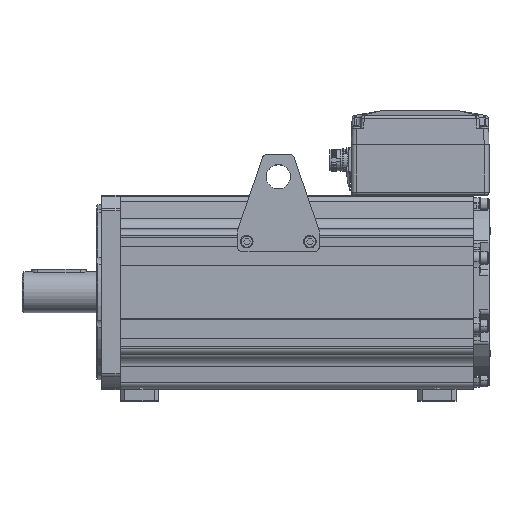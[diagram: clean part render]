
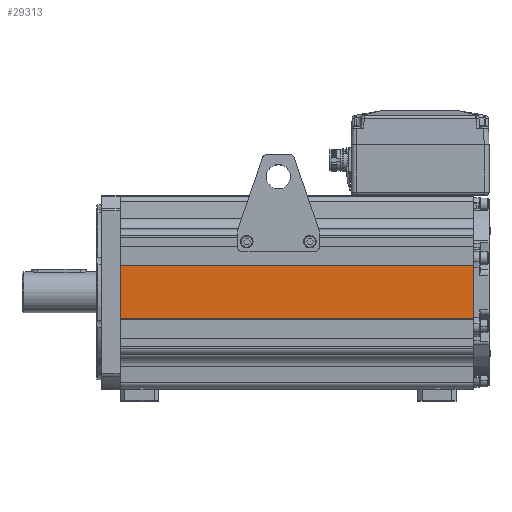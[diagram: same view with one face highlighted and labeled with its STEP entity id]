
A CAD part, top view. The second image highlights one B-rep face of the part: STEP entity #29313.
In plain terms, the highlighted planar face has unit normal (0, 0, 1).
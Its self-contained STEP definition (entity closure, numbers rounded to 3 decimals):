
#26381=DIRECTION('',(-1.,0.,0.));
#26382=VECTOR('',#26381,364.);
#26383=CARTESIAN_POINT('',(465.,27.,95.5));
#26384=LINE('',#26383,#26382);
#26389=DIRECTION('',(0.,1.,0.));
#26390=VECTOR('',#26389,54.);
#26391=CARTESIAN_POINT('',(101.,-27.,95.5));
#26392=LINE('',#26391,#26390);
#26393=DIRECTION('',(0.,-1.,0.));
#26394=VECTOR('',#26393,54.);
#26395=CARTESIAN_POINT('',(465.,27.,95.5));
#26396=LINE('',#26395,#26394);
#26397=DIRECTION('',(-1.,0.,0.));
#26398=VECTOR('',#26397,364.);
#26399=CARTESIAN_POINT('',(465.,-27.,95.5));
#26400=LINE('',#26399,#26398);
#26529=CARTESIAN_POINT('',(465.,-27.,95.5));
#26530=CARTESIAN_POINT('',(101.,-27.,95.5));
#26531=VERTEX_POINT('',#26529);
#26532=VERTEX_POINT('',#26530);
#26665=CARTESIAN_POINT('',(101.,27.,95.5));
#26666=VERTEX_POINT('',#26665);
#26667=CARTESIAN_POINT('',(465.,27.,95.5));
#26668=VERTEX_POINT('',#26667);
#29300=CARTESIAN_POINT('',(465.,-27.,95.5));
#29301=DIRECTION('',(0.,0.,1.));
#29302=DIRECTION('',(0.,1.,0.));
#29303=AXIS2_PLACEMENT_3D('',#29300,#29301,#29302);
#29304=PLANE('',#29303);
#29306=ORIENTED_EDGE('',*,*,#29305,.T.);
#29307=ORIENTED_EDGE('',*,*,#29293,.F.);
#29308=ORIENTED_EDGE('',*,*,#27172,.T.);
#29310=ORIENTED_EDGE('',*,*,#29309,.T.);
#29311=EDGE_LOOP('',(#29306,#29307,#29308,#29310));
#29312=FACE_OUTER_BOUND('',#29311,.F.);
#29313=ADVANCED_FACE('',(#29312),#29304,.T.);
#27172=EDGE_CURVE('',#26668,#26531,#26396,.T.);
#29293=EDGE_CURVE('',#26668,#26666,#26384,.T.);
#29305=EDGE_CURVE('',#26532,#26666,#26392,.T.);
#29309=EDGE_CURVE('',#26531,#26532,#26400,.T.);
